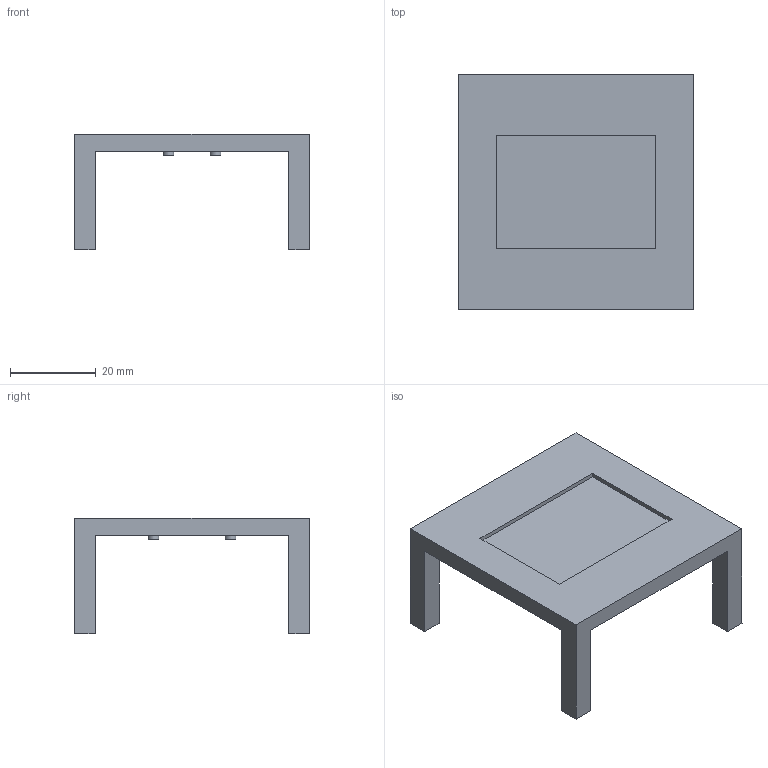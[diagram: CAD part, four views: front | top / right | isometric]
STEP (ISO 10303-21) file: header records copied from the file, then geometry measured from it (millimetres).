
FILE_DESCRIPTION(/* description */ (''),/* implementation_level */ '2;1');
FILE_NAME(/* name */ 'stend_for_encoder.step',/* time_stamp */ '2026-01-23T10:56:37+05:00',/* author */ (''),/* organization */ (''),/* preprocessor_version */ 'ST-DEVELOPER v20.1',/* originating_system */ 'Autodesk Translation Framework v14.24.0.0',/* authorisation */ '');
FILE_SCHEMA (('AUTOMOTIVE_DESIGN { 1 0 10303 214 3 1 1 }'));
Length unit declared in the file: millimetre
Products named in the file (1): stend_for_encoder
Bounding box: 54.8 x 54.8 x 27 mm (x, y, z)
Volume: 9638.6 mm3; surface area: 11017.4 mm2
Topology: 1 solids, 1 shells, 83 faces, 202 edges, 132 vertices
Faces by surface type: plane 79, cylinder 4
Full cylindrical faces by diameter (mm): 2.5 x4
Entity records: 2413 total; most frequent: CARTESIAN_POINT 418, ORIENTED_EDGE 404, DIRECTION 378, EDGE_CURVE 202, LINE 194, VECTOR 194, VERTEX_POINT 132, EDGE_LOOP 94
